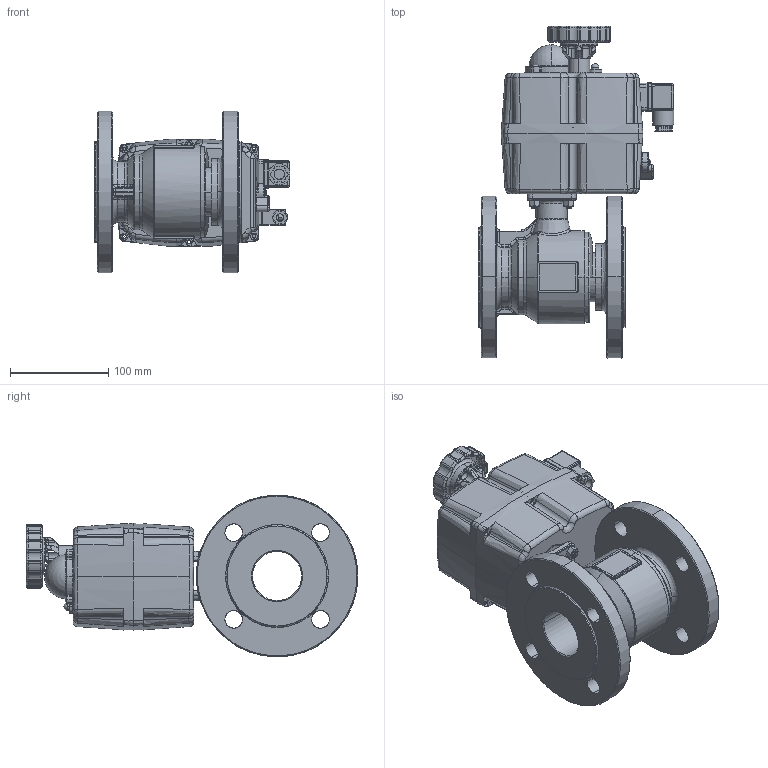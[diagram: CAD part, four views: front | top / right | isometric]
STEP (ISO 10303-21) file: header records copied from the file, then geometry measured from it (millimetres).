
FILE_DESCRIPTION (( 'STEP AP203' ), '1' );
FILE_NAME ('EK04-DN50_(EK04000008).STEP', '2022-05-20T12:02:20', ( '' ), ( '' ), 'SwSTEP 2.0', 'SolidWorks 2021', '' );
FILE_SCHEMA (( 'CONFIG_CONTROL_DESIGN' ));
Length unit declared in the file: metre
Products named in the file (1): EK04-DN50_(EK04000008)
Bounding box: 199.71 x 338.5 x 165 mm (x, y, z)
Surface area: 268494.3 mm2 (no closed solid volume)
Topology: 0 solids, 374 shells, 1509 faces, 5500 edges, 4254 vertices
Faces by surface type: cylinder 498, plane 387, torus 280, bspline 206, cone 125, sphere 13
Entity records: 89393 total; most frequent: CARTESIAN_POINT 44820, DIRECTION 9236, ORIENTED_EDGE 7814, EDGE_CURVE 5459, VERTEX_POINT 4253, AXIS2_PLACEMENT_3D 3556, CIRCLE 2252, VECTOR 2124
